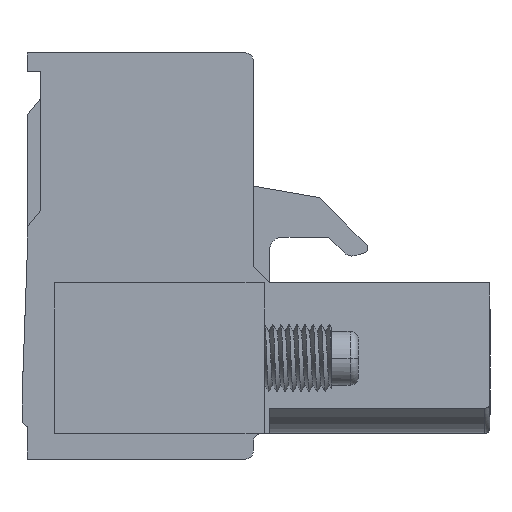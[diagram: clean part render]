
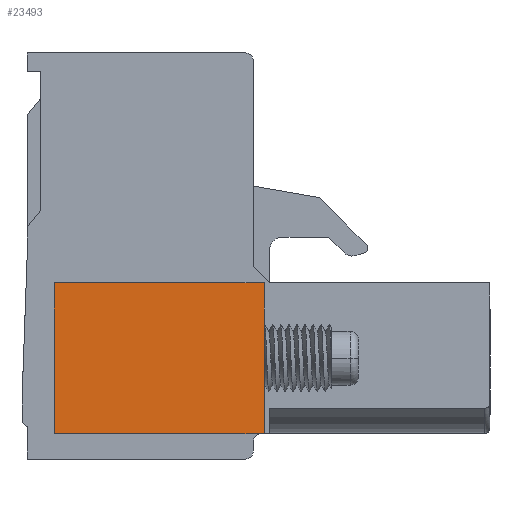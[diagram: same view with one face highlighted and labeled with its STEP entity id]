
A CAD part, left-side view. The second image highlights one B-rep face of the part: STEP entity #23493.
In plain terms, the highlighted planar face has unit normal (-1, 0, 0).
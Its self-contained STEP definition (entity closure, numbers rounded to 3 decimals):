
#799 = LINE ( 'NONE', #29062, #4248 ) ;
#1189 = DIRECTION ( 'NONE',  ( 0., -1., 0. ) ) ;
#1438 = VERTEX_POINT ( 'NONE', #3148 ) ;
#1523 = VERTEX_POINT ( 'NONE', #19702 ) ;
#3148 = CARTESIAN_POINT ( 'NONE',  ( -5., 8.4, 6.55 ) ) ;
#3600 = CARTESIAN_POINT ( 'NONE',  ( -5., 16.2, 0.95 ) ) ;
#3810 = LINE ( 'NONE', #3600, #36171 ) ;
#4248 = VECTOR ( 'NONE', #25458, 1000. ) ;
#5634 = VECTOR ( 'NONE', #24526, 1000. ) ;
#5960 = FACE_OUTER_BOUND ( 'NONE', #21036, .T. ) ;
#6075 = LINE ( 'NONE', #39028, #5634 ) ;
#7587 = ORIENTED_EDGE ( 'NONE', *, *, #35923, .T. ) ;
#8327 = LINE ( 'NONE', #15183, #13231 ) ;
#8800 = CARTESIAN_POINT ( 'NONE',  ( -5., 16.2, 0.95 ) ) ;
#9625 = EDGE_CURVE ( 'NONE', #33817, #34057, #3810, .T. ) ;
#11323 = DIRECTION ( 'NONE',  ( 0., -1., 0. ) ) ;
#13231 = VECTOR ( 'NONE', #11323, 1000. ) ;
#14657 = PLANE ( 'NONE',  #23085 ) ;
#15183 = CARTESIAN_POINT ( 'NONE',  ( -5., 16.2, 6.55 ) ) ;
#16279 = EDGE_CURVE ( 'NONE', #1523, #1438, #8327, .T. ) ;
#17711 = ORIENTED_EDGE ( 'NONE', *, *, #9625, .T. ) ;
#19274 = CARTESIAN_POINT ( 'NONE',  ( -5., 8.4, 0.95 ) ) ;
#19490 = ORIENTED_EDGE ( 'NONE', *, *, #16279, .F. ) ;
#19702 = CARTESIAN_POINT ( 'NONE',  ( -5., 16.2, 6.55 ) ) ;
#21036 = EDGE_LOOP ( 'NONE', ( #7587, #19490, #33027, #17711 ) ) ;
#21134 = DIRECTION ( 'NONE',  ( 0., -1., 0. ) ) ;
#22955 = CARTESIAN_POINT ( 'NONE',  ( -5., 16.2, 0.95 ) ) ;
#23085 = AXIS2_PLACEMENT_3D ( 'NONE', #8800, #36868, #21134 ) ;
#23493 = ADVANCED_FACE ( 'NONE', ( #5960 ), #14657, .T. ) ;
#24526 = DIRECTION ( 'NONE',  ( 0., 0., 1. ) ) ;
#25458 = DIRECTION ( 'NONE',  ( 0., 0., 1. ) ) ;
#29062 = CARTESIAN_POINT ( 'NONE',  ( -5., 16.2, 0.95 ) ) ;
#33027 = ORIENTED_EDGE ( 'NONE', *, *, #33303, .F. ) ;
#33303 = EDGE_CURVE ( 'NONE', #33817, #1523, #799, .T. ) ;
#33817 = VERTEX_POINT ( 'NONE', #22955 ) ;
#34057 = VERTEX_POINT ( 'NONE', #19274 ) ;
#35923 = EDGE_CURVE ( 'NONE', #34057, #1438, #6075, .T. ) ;
#36171 = VECTOR ( 'NONE', #1189, 1000. ) ;
#36868 = DIRECTION ( 'NONE',  ( -1., 0., 0. ) ) ;
#39028 = CARTESIAN_POINT ( 'NONE',  ( -5., 8.4, 0.95 ) ) ;
